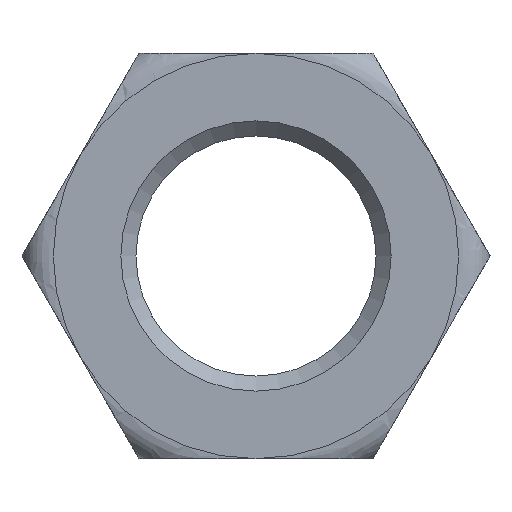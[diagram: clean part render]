
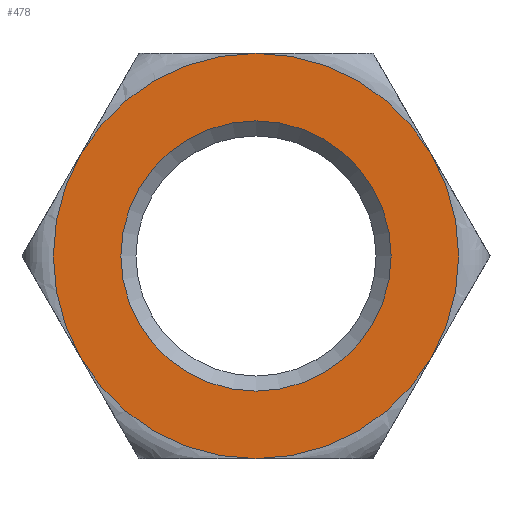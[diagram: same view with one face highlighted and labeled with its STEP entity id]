
A CAD part, front view. The second image highlights one B-rep face of the part: STEP entity #478.
In plain terms, the highlighted planar face has unit normal (0, -1, 0).
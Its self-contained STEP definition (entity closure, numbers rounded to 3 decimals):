
#3 = CARTESIAN_POINT ( 'NONE',  ( 0., -7.5, -13.5 ) ) ;
#9 = DIRECTION ( 'NONE',  ( 0., 1., 0. ) ) ;
#29 = CARTESIAN_POINT ( 'NONE',  ( 0., -7.5, 0. ) ) ;
#60 = ORIENTED_EDGE ( 'NONE', *, *, #706, .F. ) ;
#79 = VERTEX_POINT ( 'NONE', #973 ) ;
#104 = CIRCLE ( 'NONE', #734, 13.5 ) ;
#121 = CIRCLE ( 'NONE', #722, 13.5 ) ;
#122 = AXIS2_PLACEMENT_3D ( 'NONE', #1014, #190, #662 ) ;
#124 = CARTESIAN_POINT ( 'NONE',  ( 0., -7.5, 0. ) ) ;
#126 = DIRECTION ( 'NONE',  ( 1., 0., 0. ) ) ;
#130 = DIRECTION ( 'NONE',  ( 1., 0., 0. ) ) ;
#137 = DIRECTION ( 'NONE',  ( 0., 1., 0. ) ) ;
#155 = DIRECTION ( 'NONE',  ( -1., 0., 0. ) ) ;
#165 = EDGE_CURVE ( 'NONE', #621, #287, #909, .T. ) ;
#180 = ORIENTED_EDGE ( 'NONE', *, *, #654, .F. ) ;
#184 = DIRECTION ( 'NONE',  ( 1., 0., 0. ) ) ;
#190 = DIRECTION ( 'NONE',  ( 0., 1., 0. ) ) ;
#223 = CARTESIAN_POINT ( 'NONE',  ( 0., -7.5, 0. ) ) ;
#224 = CARTESIAN_POINT ( 'NONE',  ( 0., -7.5, 0. ) ) ;
#287 = VERTEX_POINT ( 'NONE', #624 ) ;
#320 = EDGE_CURVE ( 'NONE', #766, #548, #791, .T. ) ;
#396 = EDGE_CURVE ( 'NONE', #287, #766, #1009, .T. ) ;
#399 = CIRCLE ( 'NONE', #988, 13.5 ) ;
#401 = CARTESIAN_POINT ( 'NONE',  ( 0., -7.5, 0. ) ) ;
#406 = CARTESIAN_POINT ( 'NONE',  ( 0., -7.5, 13.5 ) ) ;
#413 = DIRECTION ( 'NONE',  ( 0., 1., 0. ) ) ;
#434 = ORIENTED_EDGE ( 'NONE', *, *, #396, .F. ) ;
#455 = DIRECTION ( 'NONE',  ( 0., 1., 0. ) ) ;
#478 = ADVANCED_FACE ( 'NONE', ( #568, #908 ), #729, .F. ) ;
#496 = AXIS2_PLACEMENT_3D ( 'NONE', #401, #636, #726 ) ;
#527 = VERTEX_POINT ( 'NONE', #3 ) ;
#538 = ORIENTED_EDGE ( 'NONE', *, *, #165, .F. ) ;
#548 = VERTEX_POINT ( 'NONE', #828 ) ;
#568 = FACE_BOUND ( 'NONE', #598, .T. ) ;
#598 = EDGE_LOOP ( 'NONE', ( #747 ) ) ;
#621 = VERTEX_POINT ( 'NONE', #674 ) ;
#624 = CARTESIAN_POINT ( 'NONE',  ( -11.691, -7.5, 6.75 ) ) ;
#636 = DIRECTION ( 'NONE',  ( 0., 1., 0. ) ) ;
#654 = EDGE_CURVE ( 'NONE', #527, #621, #121, .T. ) ;
#657 = CARTESIAN_POINT ( 'NONE',  ( 0., -7.5, 0. ) ) ;
#662 = DIRECTION ( 'NONE',  ( 0., 0., 1. ) ) ;
#674 = CARTESIAN_POINT ( 'NONE',  ( -11.691, -7.5, -6.75 ) ) ;
#678 = DIRECTION ( 'NONE',  ( 0., 1., 0. ) ) ;
#680 = EDGE_LOOP ( 'NONE', ( #998, #60, #815, #434, #538, #180 ) ) ;
#687 = AXIS2_PLACEMENT_3D ( 'NONE', #903, #413, #155 ) ;
#692 = DIRECTION ( 'NONE',  ( 0., 1., 0. ) ) ;
#699 = VERTEX_POINT ( 'NONE', #789 ) ;
#706 = EDGE_CURVE ( 'NONE', #548, #79, #399, .T. ) ;
#708 = AXIS2_PLACEMENT_3D ( 'NONE', #657, #678, #184 ) ;
#722 = AXIS2_PLACEMENT_3D ( 'NONE', #124, #455, #130 ) ;
#726 = DIRECTION ( 'NONE',  ( 0., 0., 1. ) ) ;
#729 = PLANE ( 'NONE',  #496 ) ;
#734 = AXIS2_PLACEMENT_3D ( 'NONE', #29, #9, #1001 ) ;
#747 = ORIENTED_EDGE ( 'NONE', *, *, #972, .T. ) ;
#766 = VERTEX_POINT ( 'NONE', #406 ) ;
#789 = CARTESIAN_POINT ( 'NONE',  ( 0., -7.5, 9. ) ) ;
#791 = CIRCLE ( 'NONE', #1028, 13.5 ) ;
#792 = CIRCLE ( 'NONE', #122, 9. ) ;
#815 = ORIENTED_EDGE ( 'NONE', *, *, #320, .F. ) ;
#828 = CARTESIAN_POINT ( 'NONE',  ( 11.691, -7.5, 6.75 ) ) ;
#889 = EDGE_CURVE ( 'NONE', #79, #527, #104, .T. ) ;
#903 = CARTESIAN_POINT ( 'NONE',  ( 0., -7.5, 0. ) ) ;
#908 = FACE_OUTER_BOUND ( 'NONE', #680, .T. ) ;
#909 = CIRCLE ( 'NONE', #708, 13.5 ) ;
#944 = DIRECTION ( 'NONE',  ( 1., 0., 0. ) ) ;
#972 = EDGE_CURVE ( 'NONE', #699, #699, #792, .T. ) ;
#973 = CARTESIAN_POINT ( 'NONE',  ( 11.691, -7.5, -6.75 ) ) ;
#988 = AXIS2_PLACEMENT_3D ( 'NONE', #223, #692, #944 ) ;
#998 = ORIENTED_EDGE ( 'NONE', *, *, #889, .F. ) ;
#1001 = DIRECTION ( 'NONE',  ( 1., 0., 0. ) ) ;
#1009 = CIRCLE ( 'NONE', #687, 13.5 ) ;
#1014 = CARTESIAN_POINT ( 'NONE',  ( 0., -7.5, 0. ) ) ;
#1028 = AXIS2_PLACEMENT_3D ( 'NONE', #224, #137, #126 ) ;
